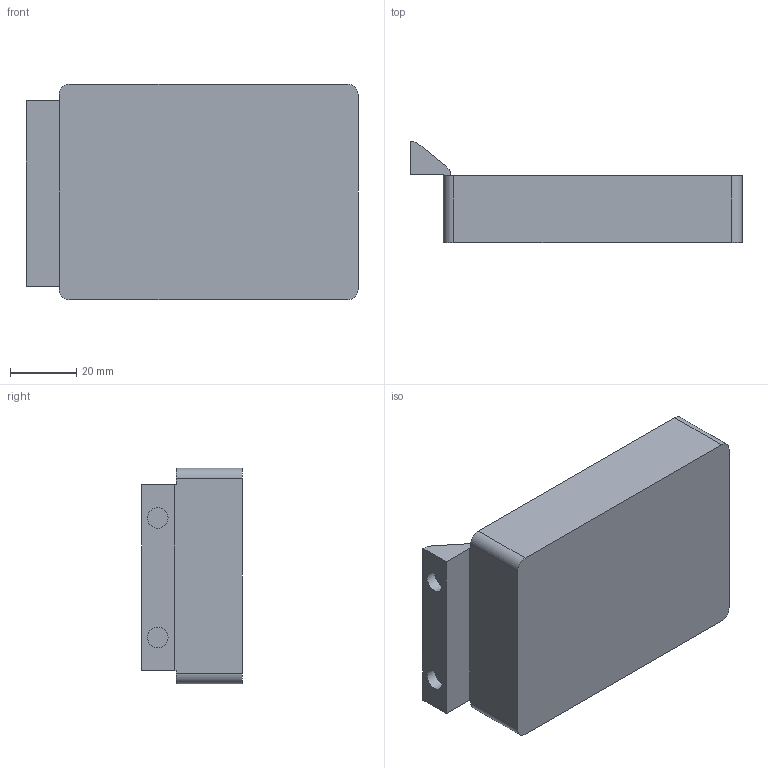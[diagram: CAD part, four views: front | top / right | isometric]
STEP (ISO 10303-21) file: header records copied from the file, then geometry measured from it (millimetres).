
FILE_DESCRIPTION(/* description */ (''),/* implementation_level */ '2;1');
FILE_NAME(/* name */ '',/* time_stamp */ '2024-08-17T23:44:06+08:00',/* author */ (''),/* organization */ (''),/* preprocessor_version */ 'ST-DEVELOPER v20',/* originating_system */ 'Autodesk Translation Framework v13.14.0.145',/* authorisation */ '');
FILE_SCHEMA (('AUTOMOTIVE_DESIGN { 1 0 10303 214 3 1 1 }'));
Length unit declared in the file: millimetre
Products named in the file (1): 200
Bounding box: 100 x 30.4 x 65 mm (x, y, z)
Volume: 21351 mm3; surface area: 25229.6 mm2
Topology: 1 solids, 1 shells, 37 faces, 97 edges, 64 vertices
Faces by surface type: plane 25, cylinder 12
Full cylindrical faces by diameter (mm): 6.2 x2
Entity records: 1174 total; most frequent: DIRECTION 199, CARTESIAN_POINT 199, ORIENTED_EDGE 194, EDGE_CURVE 97, LINE 71, VECTOR 71, VERTEX_POINT 64, AXIS2_PLACEMENT_3D 64
